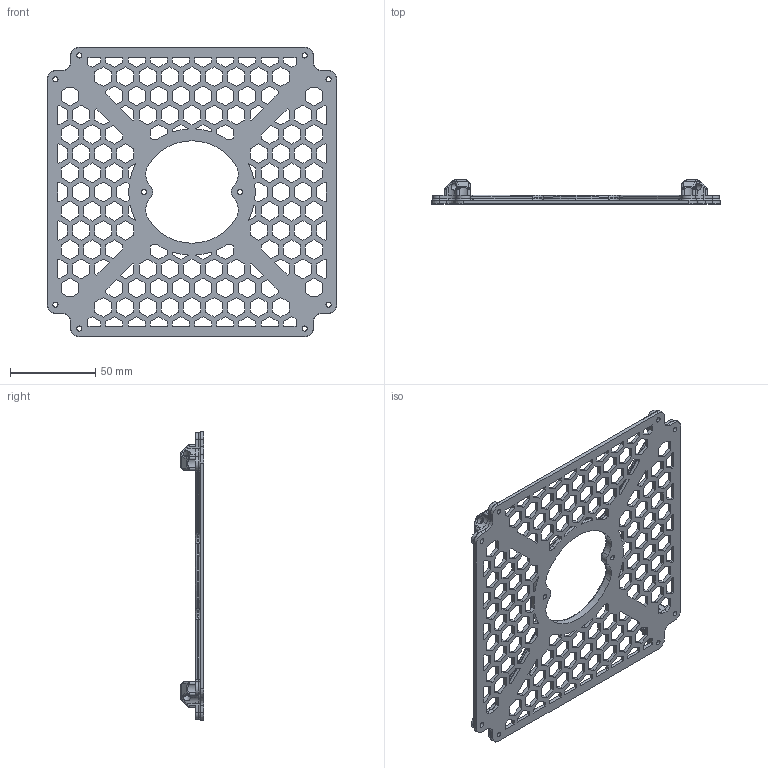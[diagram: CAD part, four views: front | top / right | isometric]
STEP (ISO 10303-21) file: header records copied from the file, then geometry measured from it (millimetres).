
FILE_DESCRIPTION(/* description */ (''),/* implementation_level */ '2;1');
FILE_NAME(/* name */ 'Deckbox_mounting_antennas_level_3.png.step',/* time_stamp */ '2025-07-25T11:02:02+02:00',/* author */ (''),/* organization */ (''),/* preprocessor_version */ 'ST-DEVELOPER v20.1',/* originating_system */ 'Autodesk Translation Framework v14.10.0.0',/* authorisation */ '');
FILE_SCHEMA (('AUTOMOTIVE_DESIGN { 1 0 10303 214 3 1 1 }'));
Length unit declared in the file: millimetre
Products named in the file (1): Deckbox_mounting_antennas_end_plate_3_3
Bounding box: 169.57 x 14 x 169.57 mm (x, y, z)
Volume: 45967.9 mm3; surface area: 45974.8 mm2
Topology: 1 solids, 1 shells, 1321 faces, 3752 edges, 2400 vertices
Faces by surface type: plane 936, cylinder 222, bspline 88, torus 63, cone 12
Full cylindrical faces by diameter (mm): 3 x18, 4.2 x4, 6 x10
Entity records: 46244 total; most frequent: CARTESIAN_POINT 11496, ORIENTED_EDGE 7482, DIRECTION 6695, EDGE_CURVE 3741, LINE 2929, VECTOR 2929, VERTEX_POINT 2396, AXIS2_PLACEMENT_3D 1883
